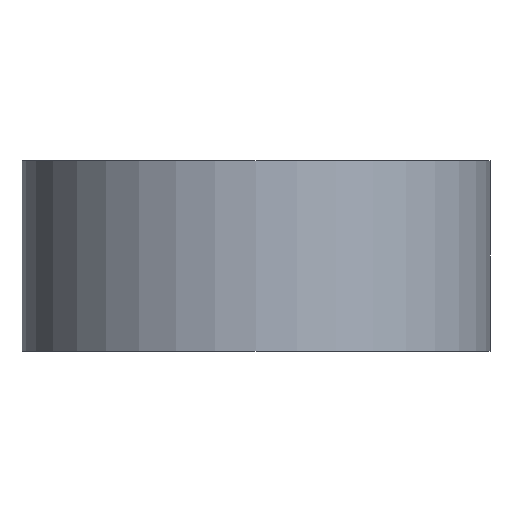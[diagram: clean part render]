
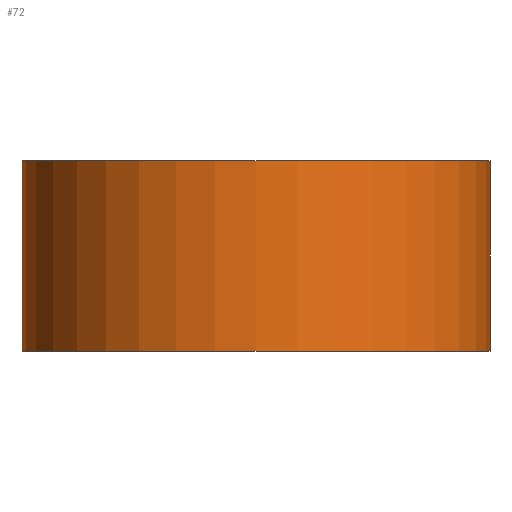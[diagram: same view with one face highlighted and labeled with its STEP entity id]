
A CAD part, front view. The second image highlights one B-rep face of the part: STEP entity #72.
In plain terms, the highlighted cylindrical face has radius 61.5 mm (diameter 123 mm), a partial arc.
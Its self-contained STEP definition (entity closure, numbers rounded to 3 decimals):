
#72=ADVANCED_FACE('',(#162),#716,.T.);
#162=FACE_OUTER_BOUND('',#252,.F.);
#252=EDGE_LOOP('',(#359,#360,#361,#362));
#359=ORIENTED_EDGE('',*,*,#959,.T.);
#360=ORIENTED_EDGE('',*,*,#956,.F.);
#361=ORIENTED_EDGE('',*,*,#954,.T.);
#362=ORIENTED_EDGE('',*,*,#957,.T.);
#716=CYLINDRICAL_SURFACE('',#1449,61.5);
#777=LINE('',#2147,#853);
#778=LINE('',#2148,#854);
#853=VECTOR('',#1600,50.);
#854=VECTOR('',#1601,50.);
#954=EDGE_CURVE('',#1286,#1285,#1132,.T.);
#956=EDGE_CURVE('',#1286,#1284,#777,.T.);
#957=EDGE_CURVE('',#1285,#1283,#778,.T.);
#959=EDGE_CURVE('',#1283,#1284,#1135,.T.);
#1132=CIRCLE('',#1369,61.5);
#1135=CIRCLE('',#1372,61.5);
#1283=VERTEX_POINT('',#2086);
#1284=VERTEX_POINT('',#2087);
#1285=VERTEX_POINT('',#2088);
#1286=VERTEX_POINT('',#2089);
#1369=AXIS2_PLACEMENT_3D('',#2145,#1596,#1597);
#1372=AXIS2_PLACEMENT_3D('',#2150,#1604,#1605);
#1449=AXIS2_PLACEMENT_3D('',#2299,#1830,#1831);
#1596=DIRECTION('',(0.,0.,-1.));
#1597=DIRECTION('',(1.,0.,0.));
#1600=DIRECTION('',(0.,0.,1.));
#1601=DIRECTION('',(0.,0.,1.));
#1604=DIRECTION('',(0.,0.,1.));
#1605=DIRECTION('',(-1.,0.,0.));
#1830=DIRECTION('',(0.,0.,1.));
#1831=DIRECTION('',(-1.,0.,0.));
#2086=CARTESIAN_POINT('',(-118.787,65.353,50.));
#2087=CARTESIAN_POINT('',(4.213,65.353,50.));
#2088=CARTESIAN_POINT('',(-118.787,65.353,0.));
#2089=CARTESIAN_POINT('',(4.213,65.353,0.));
#2145=CARTESIAN_POINT('',(-57.287,65.353,0.));
#2147=CARTESIAN_POINT('',(4.213,65.353,0.));
#2148=CARTESIAN_POINT('',(-118.787,65.353,0.));
#2150=CARTESIAN_POINT('',(-57.287,65.353,50.));
#2299=CARTESIAN_POINT('',(-57.287,65.353,0.));
